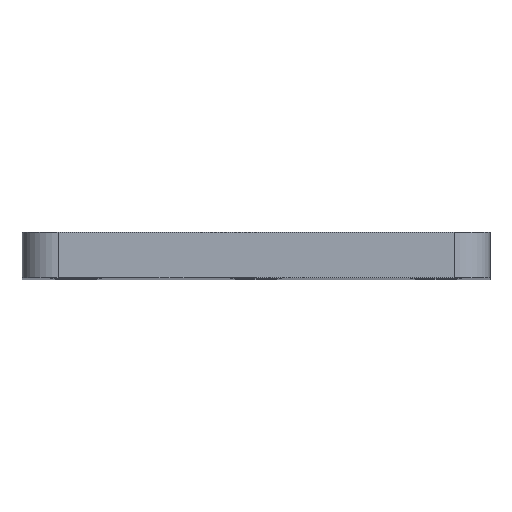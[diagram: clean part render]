
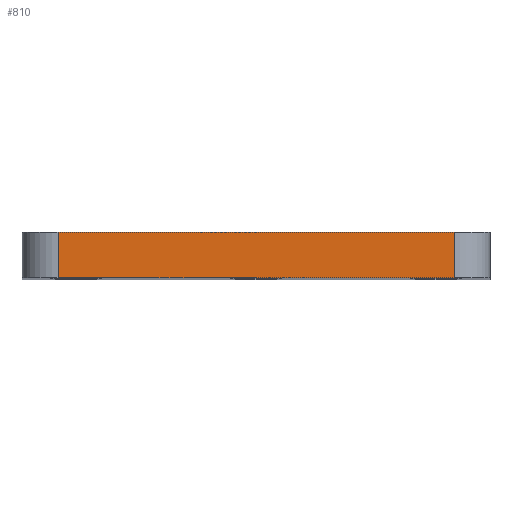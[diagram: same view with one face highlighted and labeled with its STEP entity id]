
A CAD part, top view. The second image highlights one B-rep face of the part: STEP entity #810.
In plain terms, the highlighted planar face has unit normal (0, 0, 1).
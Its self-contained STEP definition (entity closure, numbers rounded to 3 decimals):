
#73=PLANE('',#927);
#114=FACE_OUTER_BOUND('',#182,.T.);
#182=EDGE_LOOP('',(#705,#706,#707,#708));
#228=LINE('',#1292,#271);
#233=LINE('',#1326,#276);
#236=LINE('',#1333,#279);
#249=LINE('',#1395,#292);
#271=VECTOR('',#1054,10.);
#276=VECTOR('',#1089,10.);
#279=VECTOR('',#1098,10.);
#292=VECTOR('',#1177,10.);
#392=VERTEX_POINT('',#1289);
#393=VERTEX_POINT('',#1291);
#407=VERTEX_POINT('',#1324);
#408=VERTEX_POINT('',#1331);
#479=EDGE_CURVE('',#393,#392,#228,.T.);
#496=EDGE_CURVE('',#407,#392,#233,.T.);
#500=EDGE_CURVE('',#393,#408,#236,.T.);
#529=EDGE_CURVE('',#408,#407,#249,.T.);
#705=ORIENTED_EDGE('',*,*,#496,.F.);
#706=ORIENTED_EDGE('',*,*,#529,.F.);
#707=ORIENTED_EDGE('',*,*,#500,.F.);
#708=ORIENTED_EDGE('',*,*,#479,.T.);
#810=ADVANCED_FACE('',(#114),#73,.T.);
#927=AXIS2_PLACEMENT_3D('',#1394,#1175,#1176);
#1054=DIRECTION('',(-1.,0.,0.));
#1089=DIRECTION('',(0.,1.,0.));
#1098=DIRECTION('',(0.,-1.,0.));
#1175=DIRECTION('center_axis',(0.,0.,1.));
#1176=DIRECTION('ref_axis',(-1.,0.,0.));
#1177=DIRECTION('',(-1.,0.,0.));
#1289=CARTESIAN_POINT('',(52.,0.,152.));
#1291=CARTESIAN_POINT('',(107.,0.,152.));
#1292=CARTESIAN_POINT('',(112.,0.,152.));
#1324=CARTESIAN_POINT('',(52.,-6.35,152.));
#1326=CARTESIAN_POINT('',(52.,0.,152.));
#1331=CARTESIAN_POINT('',(107.,-6.35,152.));
#1333=CARTESIAN_POINT('',(107.,0.,152.));
#1394=CARTESIAN_POINT('Origin',(112.,0.,152.));
#1395=CARTESIAN_POINT('',(112.,-6.35,152.));
